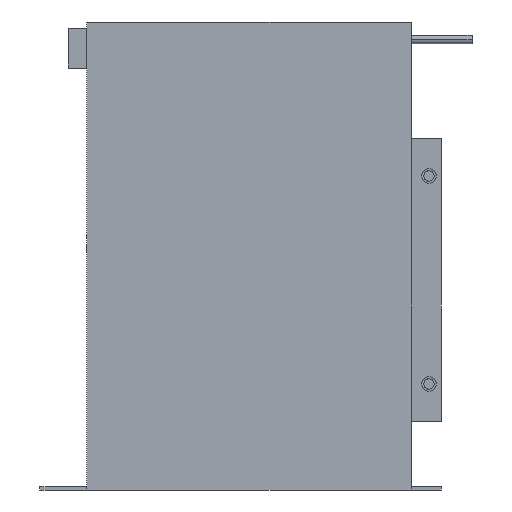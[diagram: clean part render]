
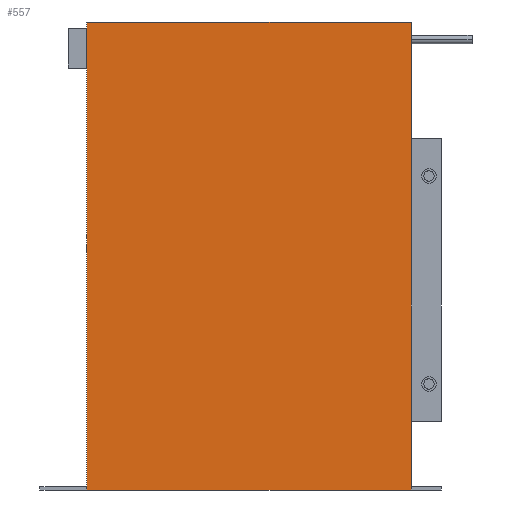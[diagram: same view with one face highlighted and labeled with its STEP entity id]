
A CAD part, left-side view. The second image highlights one B-rep face of the part: STEP entity #557.
In plain terms, the highlighted planar face has unit normal (-1, 0, 0).
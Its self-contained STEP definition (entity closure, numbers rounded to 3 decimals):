
#80 = PLANE ( 'NONE',  #2772 ) ;
#134 = VERTEX_POINT ( 'NONE', #1396 ) ;
#179 = EDGE_LOOP ( 'NONE', ( #1885, #2852, #2482, #2535 ) ) ;
#307 = VECTOR ( 'NONE', #1918, 1000. ) ;
#384 = DIRECTION ( 'NONE',  ( 0., -1., 0. ) ) ;
#438 = VECTOR ( 'NONE', #384, 1000. ) ;
#557 = ADVANCED_FACE ( 'NONE', ( #1456 ), #80, .T. ) ;
#605 = LINE ( 'NONE', #1522, #438 ) ;
#921 = VECTOR ( 'NONE', #1027, 1000. ) ;
#937 = EDGE_CURVE ( 'NONE', #1850, #1347, #1118, .T. ) ;
#989 = LINE ( 'NONE', #2395, #307 ) ;
#1027 = DIRECTION ( 'NONE',  ( 0., 0., 1. ) ) ;
#1118 = LINE ( 'NONE', #2075, #2774 ) ;
#1347 = VERTEX_POINT ( 'NONE', #2792 ) ;
#1396 = CARTESIAN_POINT ( 'NONE',  ( -105.2, -78., -111.75 ) ) ;
#1399 = CARTESIAN_POINT ( 'NONE',  ( -105.2, 78., 113.25 ) ) ;
#1408 = EDGE_CURVE ( 'NONE', #1430, #1850, #989, .T. ) ;
#1430 = VERTEX_POINT ( 'NONE', #1904 ) ;
#1437 = CARTESIAN_POINT ( 'NONE',  ( -105.2, -78., -111.75 ) ) ;
#1456 = FACE_OUTER_BOUND ( 'NONE', #179, .T. ) ;
#1476 = EDGE_CURVE ( 'NONE', #1430, #134, #605, .T. ) ;
#1522 = CARTESIAN_POINT ( 'NONE',  ( -105.2, -78., -111.75 ) ) ;
#1577 = EDGE_CURVE ( 'NONE', #134, #1347, #2782, .T. ) ;
#1850 = VERTEX_POINT ( 'NONE', #1399 ) ;
#1885 = ORIENTED_EDGE ( 'NONE', *, *, #1577, .T. ) ;
#1904 = CARTESIAN_POINT ( 'NONE',  ( -105.2, 78., -111.75 ) ) ;
#1918 = DIRECTION ( 'NONE',  ( 0., 0., 1. ) ) ;
#2034 = DIRECTION ( 'NONE',  ( 0., -1., 0. ) ) ;
#2075 = CARTESIAN_POINT ( 'NONE',  ( -105.2, -78., 113.25 ) ) ;
#2129 = CARTESIAN_POINT ( 'NONE',  ( -105.2, -78., -111.75 ) ) ;
#2152 = DIRECTION ( 'NONE',  ( 0., 0., 1. ) ) ;
#2395 = CARTESIAN_POINT ( 'NONE',  ( -105.2, 78., -111.75 ) ) ;
#2482 = ORIENTED_EDGE ( 'NONE', *, *, #1408, .F. ) ;
#2535 = ORIENTED_EDGE ( 'NONE', *, *, #1476, .T. ) ;
#2772 = AXIS2_PLACEMENT_3D ( 'NONE', #1437, #2788, #2152 ) ;
#2774 = VECTOR ( 'NONE', #2034, 1000. ) ;
#2782 = LINE ( 'NONE', #2129, #921 ) ;
#2788 = DIRECTION ( 'NONE',  ( -1., 0., 0. ) ) ;
#2792 = CARTESIAN_POINT ( 'NONE',  ( -105.2, -78., 113.25 ) ) ;
#2852 = ORIENTED_EDGE ( 'NONE', *, *, #937, .F. ) ;
